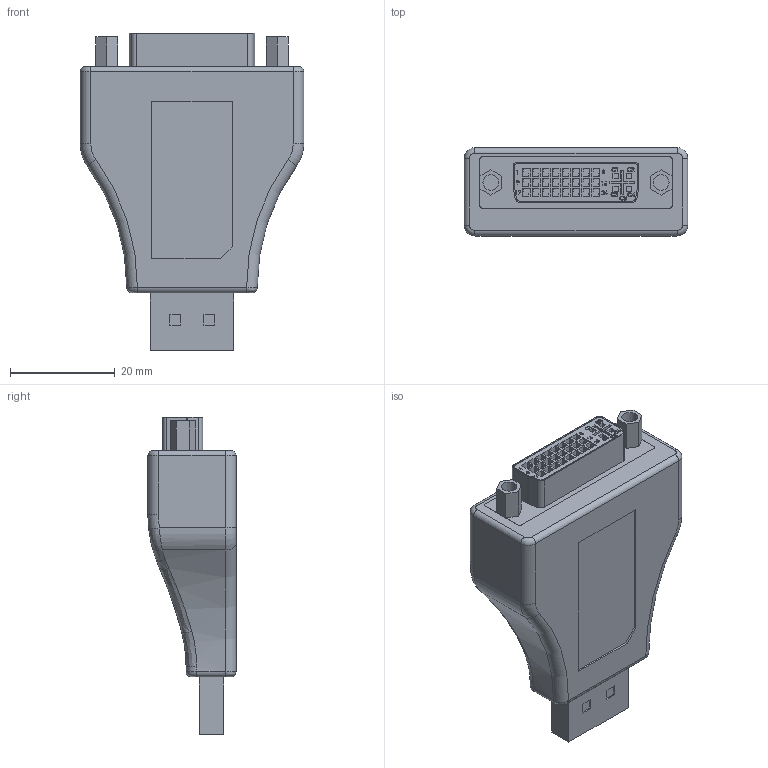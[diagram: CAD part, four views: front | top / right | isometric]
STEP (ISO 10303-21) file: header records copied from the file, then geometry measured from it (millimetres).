
FILE_DESCRIPTION (( 'STEP AP203' ), '1' );
FILE_NAME ('DP-DVI-ADPT.STEP', '2011-11-15T15:47:47', ( 'x' ), ( 'Microsoft' ), 'SwSTEP 2.0', 'SolidWorks 2010', '' );
FILE_SCHEMA (( 'CONFIG_CONTROL_DESIGN' ));
Length unit declared in the file: inch
Products named in the file (4): DP-DVI-ADPT; 1AH01-002; 3AB19-021_WITH LOGO
Assembly tree (3 placements, depth 2):
  DP-DVI-ADPT
    1AH01-002
    DP-DVI-ADPT
    3AB19-021_WITH LOGO
Bounding box: 42.67 x 16.81 x 60.55 mm (x, y, z)
Volume: 24425.9 mm3; surface area: 8957.3 mm2
Topology: 3 solids, 3 shells, 1187 faces, 2997 edges, 1946 vertices
Faces by surface type: plane 868, cylinder 177, bspline 126, torus 16
Entity records: 47583 total; most frequent: CARTESIAN_POINT 19156, ORIENTED_EDGE 5994, DIRECTION 5253, EDGE_CURVE 2997, LINE 2367, VECTOR 2367, VERTEX_POINT 1946, AXIS2_PLACEMENT_3D 1443
